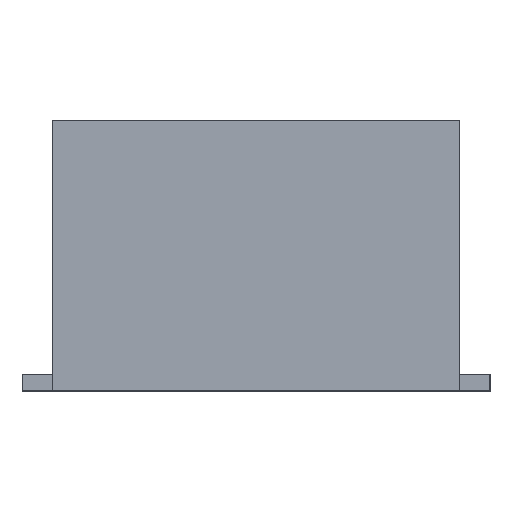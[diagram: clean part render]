
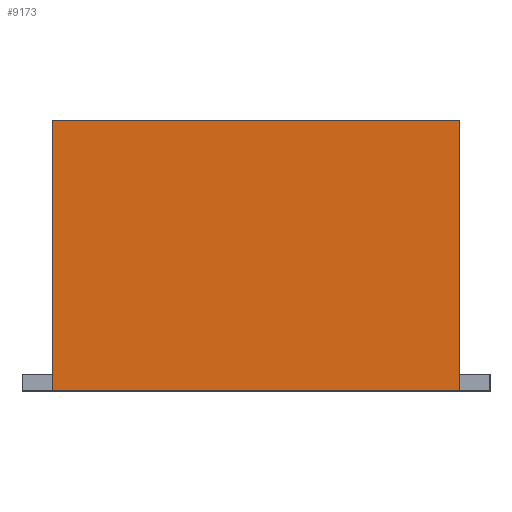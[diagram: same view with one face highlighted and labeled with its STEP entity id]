
A CAD part, left-side view. The second image highlights one B-rep face of the part: STEP entity #9173.
In plain terms, the highlighted planar face has unit normal (-1, 0, 0).
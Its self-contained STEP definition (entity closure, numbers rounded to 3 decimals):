
#754 = AXIS2_PLACEMENT_3D ( 'NONE', #8512, #8353, #11772 ) ;
#1308 = ORIENTED_EDGE ( 'NONE', *, *, #9873, .T. ) ;
#1827 = VERTEX_POINT ( 'NONE', #5112 ) ;
#1847 = ORIENTED_EDGE ( 'NONE', *, *, #6646, .F. ) ;
#3042 = EDGE_CURVE ( 'NONE', #1827, #11585, #12232, .T. ) ;
#3414 = VECTOR ( 'NONE', #5110, 1000. ) ;
#4404 = DIRECTION ( 'NONE',  ( 0., 1., 0. ) ) ;
#4688 = VECTOR ( 'NONE', #11866, 1000. ) ;
#5110 = DIRECTION ( 'NONE',  ( 0., 0., 1. ) ) ;
#5112 = CARTESIAN_POINT ( 'NONE',  ( -8.3, 1.47, 0. ) ) ;
#6584 = ORIENTED_EDGE ( 'NONE', *, *, #3042, .F. ) ;
#6646 = EDGE_CURVE ( 'NONE', #10131, #1827, #10120, .T. ) ;
#7558 = CARTESIAN_POINT ( 'NONE',  ( -8.3, -1.47, 0. ) ) ;
#7581 = LINE ( 'NONE', #8521, #4688 ) ;
#8353 = DIRECTION ( 'NONE',  ( -1., 0., 0. ) ) ;
#8512 = CARTESIAN_POINT ( 'NONE',  ( -8.3, -1.47, 0. ) ) ;
#8521 = CARTESIAN_POINT ( 'NONE',  ( -8.3, -1.47, 1.95 ) ) ;
#8633 = VERTEX_POINT ( 'NONE', #10744 ) ;
#8973 = EDGE_LOOP ( 'NONE', ( #1308, #6584, #1847, #11712 ) ) ;
#9030 = CARTESIAN_POINT ( 'NONE',  ( -8.3, 1.47, 0. ) ) ;
#9088 = CARTESIAN_POINT ( 'NONE',  ( -8.3, -1.47, 0. ) ) ;
#9173 = ADVANCED_FACE ( 'NONE', ( #9437 ), #10766, .T. ) ;
#9338 = CARTESIAN_POINT ( 'NONE',  ( -8.3, 1.47, 1.95 ) ) ;
#9437 = FACE_OUTER_BOUND ( 'NONE', #8973, .T. ) ;
#9442 = VECTOR ( 'NONE', #4404, 1000. ) ;
#9873 = EDGE_CURVE ( 'NONE', #8633, #11585, #7581, .T. ) ;
#10120 = LINE ( 'NONE', #13294, #9442 ) ;
#10131 = VERTEX_POINT ( 'NONE', #9088 ) ;
#10744 = CARTESIAN_POINT ( 'NONE',  ( -8.3, -1.47, 1.95 ) ) ;
#10766 = PLANE ( 'NONE',  #754 ) ;
#11585 = VERTEX_POINT ( 'NONE', #9338 ) ;
#11712 = ORIENTED_EDGE ( 'NONE', *, *, #12389, .T. ) ;
#11772 = DIRECTION ( 'NONE',  ( 0., 0., 1. ) ) ;
#11866 = DIRECTION ( 'NONE',  ( 0., 1., 0. ) ) ;
#11920 = LINE ( 'NONE', #7558, #3414 ) ;
#12232 = LINE ( 'NONE', #9030, #13737 ) ;
#12389 = EDGE_CURVE ( 'NONE', #10131, #8633, #11920, .T. ) ;
#13281 = DIRECTION ( 'NONE',  ( 0., 0., 1. ) ) ;
#13294 = CARTESIAN_POINT ( 'NONE',  ( -8.3, -1.47, 0. ) ) ;
#13737 = VECTOR ( 'NONE', #13281, 1000. ) ;
